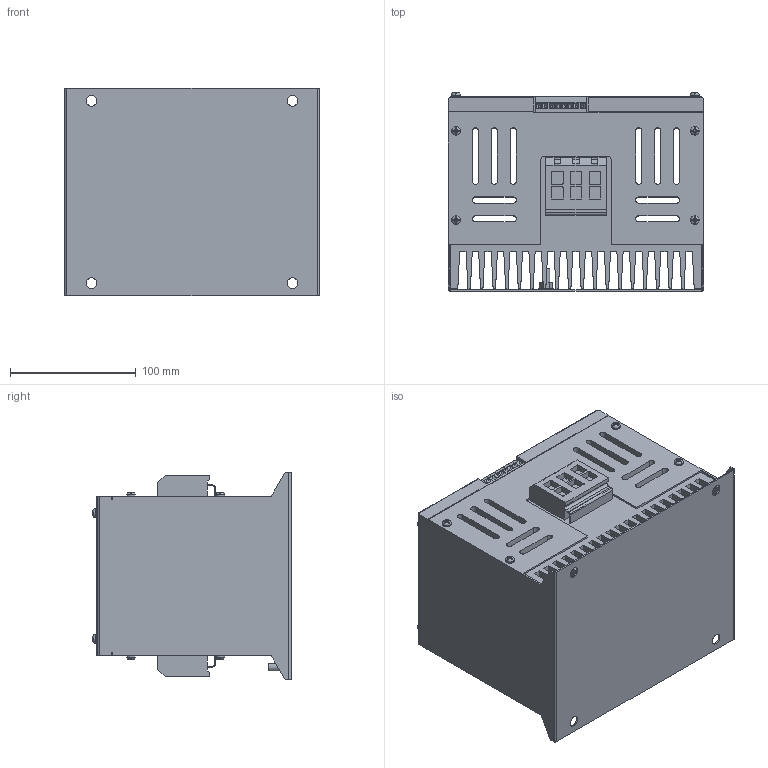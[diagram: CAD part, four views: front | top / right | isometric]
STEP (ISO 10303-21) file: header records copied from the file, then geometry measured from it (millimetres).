
FILE_DESCRIPTION (( 'STEP AP214' ), '1' );
FILE_NAME ('SR33-66.STEP', '2013-12-13T14:48:41', ( '' ), ( '' ), 'SwSTEP 2.0', 'SolidWorks 2013', '' );
FILE_SCHEMA (( 'AUTOMOTIVE_DESIGN' ));
Length unit declared in the file: millimetre
Products named in the file (1): SR33-66
Bounding box: 203 x 158 x 165 mm (x, y, z)
Volume: 3298620.2 mm3; surface area: 489546.6 mm2
Topology: 1 solids, 1 shells, 838 faces, 2320 edges, 1546 vertices
Faces by surface type: plane 611, cylinder 153, cone 50, torus 24
Entity records: 34830 total; most frequent: CARTESIAN_POINT 5745, ORIENTED_EDGE 4640, DIRECTION 4250, EDGE_CURVE 2320, VECTOR 1556, LINE 1556, VERTEX_POINT 1546, AXIS2_PLACEMENT_3D 1347
